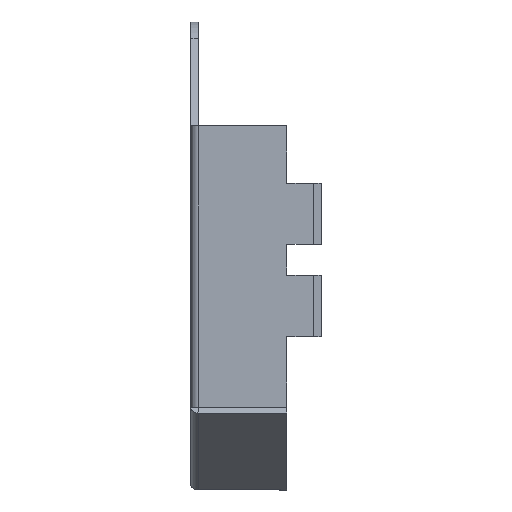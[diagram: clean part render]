
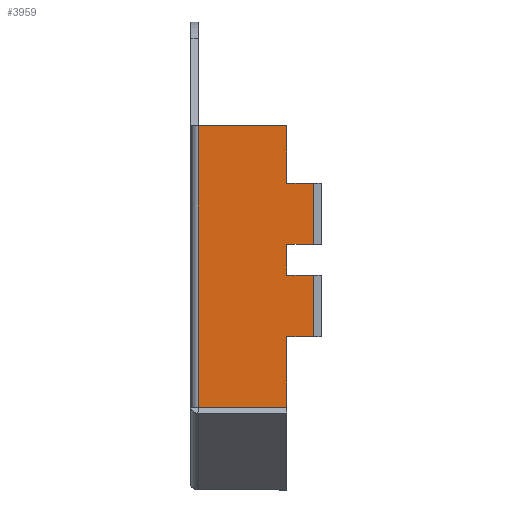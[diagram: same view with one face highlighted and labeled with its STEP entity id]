
A CAD part, left-side view. The second image highlights one B-rep face of the part: STEP entity #3959.
In plain terms, the highlighted planar face has unit normal (-1, 0, 0).
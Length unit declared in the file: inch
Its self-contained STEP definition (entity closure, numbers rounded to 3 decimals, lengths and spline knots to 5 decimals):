
#22 = CARTESIAN_POINT ( 'NONE',  ( -0.415, -0.17, -0.105 ) ) ;
#68 = VECTOR ( 'NONE', #840, 39.37008 ) ;
#87 = VERTEX_POINT ( 'NONE', #1196 ) ;
#195 = LINE ( 'NONE', #1283, #644 ) ;
#262 = LINE ( 'NONE', #1016, #2576 ) ;
#267 = FACE_OUTER_BOUND ( 'NONE', #2867, .T. ) ;
#346 = CARTESIAN_POINT ( 'NONE',  ( -0.415, -0.125, -0.19713 ) ) ;
#371 = EDGE_CURVE ( 'NONE', #4016, #1127, #3909, .T. ) ;
#436 = DIRECTION ( 'NONE',  ( 0., 0., 1. ) ) ;
#488 = EDGE_CURVE ( 'NONE', #3462, #2237, #2391, .T. ) ;
#503 = ORIENTED_EDGE ( 'NONE', *, *, #2727, .T. ) ;
#516 = DIRECTION ( 'NONE',  ( 0., 1., 0. ) ) ;
#518 = CARTESIAN_POINT ( 'NONE',  ( -0.415, -0.125, 0.095 ) ) ;
#544 = CARTESIAN_POINT ( 'NONE',  ( -0.415, -0.17, 0.095 ) ) ;
#550 = ORIENTED_EDGE ( 'NONE', *, *, #488, .T. ) ;
#644 = VECTOR ( 'NONE', #3235, 39.37008 ) ;
#700 = DIRECTION ( 'NONE',  ( 0., -1., 0. ) ) ;
#741 = DIRECTION ( 'NONE',  ( 0., 1., 0. ) ) ;
#786 = CARTESIAN_POINT ( 'NONE',  ( -0.415, -0.16016, 0.095 ) ) ;
#789 = AXIS2_PLACEMENT_3D ( 'NONE', #1902, #3165, #1558 ) ;
#791 = VECTOR ( 'NONE', #2328, 39.37008 ) ;
#825 = VECTOR ( 'NONE', #700, 39.37008 ) ;
#840 = DIRECTION ( 'NONE',  ( 0., 0., 1. ) ) ;
#841 = EDGE_CURVE ( 'NONE', #2237, #1127, #3847, .T. ) ;
#1016 = CARTESIAN_POINT ( 'NONE',  ( -0.415, -0.125, -0.025 ) ) ;
#1077 = LINE ( 'NONE', #2340, #825 ) ;
#1125 = CARTESIAN_POINT ( 'NONE',  ( -0.415, -0.125, -0.025 ) ) ;
#1126 = VECTOR ( 'NONE', #2748, 39.37008 ) ;
#1127 = VERTEX_POINT ( 'NONE', #1972 ) ;
#1138 = ORIENTED_EDGE ( 'NONE', *, *, #841, .T. ) ;
#1177 = CARTESIAN_POINT ( 'NONE',  ( -0.415, -0.00984, 0.16957 ) ) ;
#1196 = CARTESIAN_POINT ( 'NONE',  ( -0.415, -0.16016, -0.025 ) ) ;
#1271 = EDGE_CURVE ( 'NONE', #2147, #3971, #2805, .T. ) ;
#1283 = CARTESIAN_POINT ( 'NONE',  ( -0.415, -0.00984, -0.19713 ) ) ;
#1340 = VECTOR ( 'NONE', #741, 39.37008 ) ;
#1413 = CARTESIAN_POINT ( 'NONE',  ( -0.415, -0.125, -0.105 ) ) ;
#1558 = DIRECTION ( 'NONE',  ( 0., -1., 0. ) ) ;
#1628 = EDGE_CURVE ( 'NONE', #2711, #4114, #195, .T. ) ;
#1657 = ORIENTED_EDGE ( 'NONE', *, *, #1271, .T. ) ;
#1673 = ORIENTED_EDGE ( 'NONE', *, *, #1628, .F. ) ;
#1880 = EDGE_CURVE ( 'NONE', #2711, #2147, #2919, .T. ) ;
#1902 = CARTESIAN_POINT ( 'NONE',  ( -0.415, 0., 0. ) ) ;
#1972 = CARTESIAN_POINT ( 'NONE',  ( -0.415, -0.125, 0.16957 ) ) ;
#2016 = EDGE_CURVE ( 'NONE', #87, #3471, #2773, .T. ) ;
#2086 = CARTESIAN_POINT ( 'NONE',  ( -0.415, -0.125, 0.015 ) ) ;
#2112 = DIRECTION ( 'NONE',  ( 0., -1., 0. ) ) ;
#2147 = VERTEX_POINT ( 'NONE', #1413 ) ;
#2165 = VERTEX_POINT ( 'NONE', #2086 ) ;
#2199 = DIRECTION ( 'NONE',  ( 0., 0., 1. ) ) ;
#2237 = VERTEX_POINT ( 'NONE', #2739 ) ;
#2275 = VERTEX_POINT ( 'NONE', #3410 ) ;
#2328 = DIRECTION ( 'NONE',  ( 0., -1., 0. ) ) ;
#2340 = CARTESIAN_POINT ( 'NONE',  ( -0.415, -0.17, 0.015 ) ) ;
#2391 = LINE ( 'NONE', #544, #3904 ) ;
#2413 = CARTESIAN_POINT ( 'NONE',  ( -0.415, -0.17, 0.16957 ) ) ;
#2516 = VECTOR ( 'NONE', #2199, 39.37008 ) ;
#2576 = VECTOR ( 'NONE', #3973, 39.37008 ) ;
#2614 = CARTESIAN_POINT ( 'NONE',  ( -0.415, -0.00984, 0.16957 ) ) ;
#2628 = ORIENTED_EDGE ( 'NONE', *, *, #371, .F. ) ;
#2711 = VERTEX_POINT ( 'NONE', #346 ) ;
#2727 = EDGE_CURVE ( 'NONE', #2165, #2275, #1077, .T. ) ;
#2738 = EDGE_CURVE ( 'NONE', #3471, #2165, #262, .T. ) ;
#2739 = CARTESIAN_POINT ( 'NONE',  ( -0.415, -0.125, 0.095 ) ) ;
#2748 = DIRECTION ( 'NONE',  ( 0., 0., 1. ) ) ;
#2773 = LINE ( 'NONE', #3360, #1340 ) ;
#2778 = CARTESIAN_POINT ( 'NONE',  ( -0.415, -0.125, -0.305 ) ) ;
#2805 = LINE ( 'NONE', #22, #791 ) ;
#2818 = ORIENTED_EDGE ( 'NONE', *, *, #2738, .T. ) ;
#2823 = LINE ( 'NONE', #3419, #3572 ) ;
#2867 = EDGE_LOOP ( 'NONE', ( #503, #3648, #550, #1138, #2628, #3974, #1673, #3024, #1657, #3888, #3315, #2818 ) ) ;
#2910 = CARTESIAN_POINT ( 'NONE',  ( -0.415, -0.00984, -0.19713 ) ) ;
#2919 = LINE ( 'NONE', #2778, #1126 ) ;
#2922 = LINE ( 'NONE', #1177, #2516 ) ;
#2933 = VECTOR ( 'NONE', #436, 39.37008 ) ;
#3024 = ORIENTED_EDGE ( 'NONE', *, *, #1880, .T. ) ;
#3165 = DIRECTION ( 'NONE',  ( -1., 0., 0. ) ) ;
#3235 = DIRECTION ( 'NONE',  ( 0., 1., 0. ) ) ;
#3315 = ORIENTED_EDGE ( 'NONE', *, *, #2016, .T. ) ;
#3343 = EDGE_CURVE ( 'NONE', #3971, #87, #3834, .T. ) ;
#3360 = CARTESIAN_POINT ( 'NONE',  ( -0.415, -0.17, -0.025 ) ) ;
#3410 = CARTESIAN_POINT ( 'NONE',  ( -0.415, -0.16016, 0.015 ) ) ;
#3419 = CARTESIAN_POINT ( 'NONE',  ( -0.415, -0.16016, 0.095 ) ) ;
#3462 = VERTEX_POINT ( 'NONE', #786 ) ;
#3471 = VERTEX_POINT ( 'NONE', #1125 ) ;
#3477 = CARTESIAN_POINT ( 'NONE',  ( -0.415, -0.16016, -0.105 ) ) ;
#3524 = PLANE ( 'NONE',  #789 ) ;
#3572 = VECTOR ( 'NONE', #4128, 39.37008 ) ;
#3648 = ORIENTED_EDGE ( 'NONE', *, *, #3757, .T. ) ;
#3731 = EDGE_CURVE ( 'NONE', #4114, #4016, #2922, .T. ) ;
#3757 = EDGE_CURVE ( 'NONE', #2275, #3462, #2823, .T. ) ;
#3834 = LINE ( 'NONE', #4048, #2933 ) ;
#3847 = LINE ( 'NONE', #518, #68 ) ;
#3888 = ORIENTED_EDGE ( 'NONE', *, *, #3343, .T. ) ;
#3904 = VECTOR ( 'NONE', #516, 39.37008 ) ;
#3909 = LINE ( 'NONE', #2413, #4013 ) ;
#3959 = ADVANCED_FACE ( 'NONE', ( #267 ), #3524, .T. ) ;
#3971 = VERTEX_POINT ( 'NONE', #3477 ) ;
#3973 = DIRECTION ( 'NONE',  ( 0., 0., 1. ) ) ;
#3974 = ORIENTED_EDGE ( 'NONE', *, *, #3731, .F. ) ;
#4013 = VECTOR ( 'NONE', #2112, 39.37008 ) ;
#4016 = VERTEX_POINT ( 'NONE', #2614 ) ;
#4048 = CARTESIAN_POINT ( 'NONE',  ( -0.415, -0.16016, -0.025 ) ) ;
#4114 = VERTEX_POINT ( 'NONE', #2910 ) ;
#4128 = DIRECTION ( 'NONE',  ( 0., 0., 1. ) ) ;
